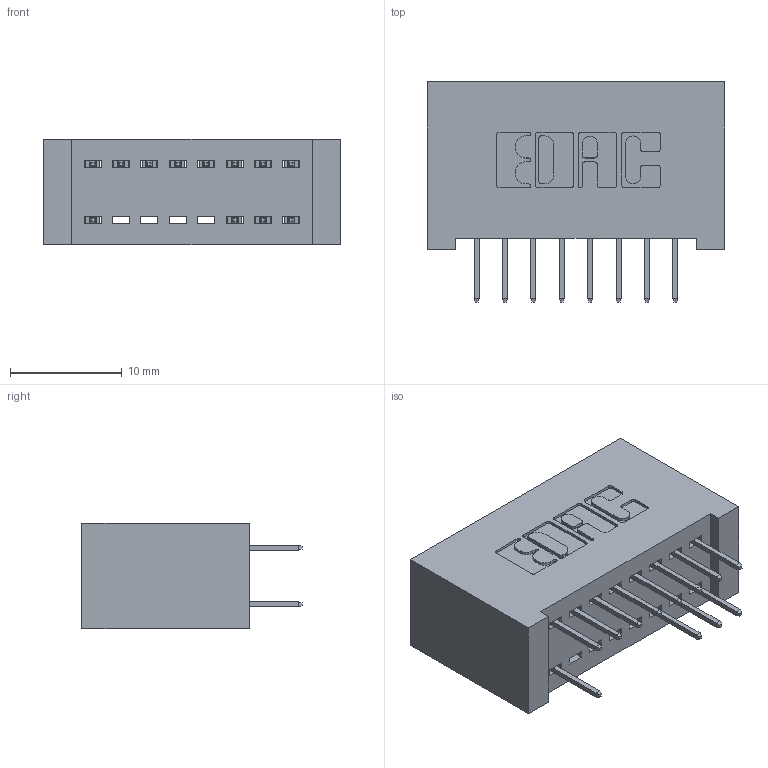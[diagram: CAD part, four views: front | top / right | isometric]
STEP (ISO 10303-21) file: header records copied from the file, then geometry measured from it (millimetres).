
FILE_DESCRIPTION (( 'STEP AP203' ), '1' );
FILE_NAME ('392-016-524-201.STEP', '2018-08-15T01:46:13', ( '' ), ( '' ), 'SwSTEP 2.0', 'SolidWorks 2016', '' );
FILE_SCHEMA (( 'CONFIG_CONTROL_DESIGN' ));
Length unit declared in the file: inch
Products named in the file (3): 342 Part_Lugless; 345-292-001_345-293-124; 392-016-524-201
Assembly tree (13 placements, depth 2):
  392-016-524-201
    342 Part_Lugless
    345-292-001_345-293-124  x12
Bounding box: 26.57 x 19.69 x 9.4 mm (x, y, z)
Volume: 2611.6 mm3; surface area: 3613.3 mm2
Topology: 13 solids, 13 shells, 798 faces, 2267 edges, 1462 vertices
Faces by surface type: plane 590, cylinder 208
Entity records: 9081 total; most frequent: CARTESIAN_POINT 1558, ORIENTED_EDGE 1498, DIRECTION 1381, EDGE_CURVE 749, LINE 633, VECTOR 633, VERTEX_POINT 494, AXIS2_PLACEMENT_3D 374
